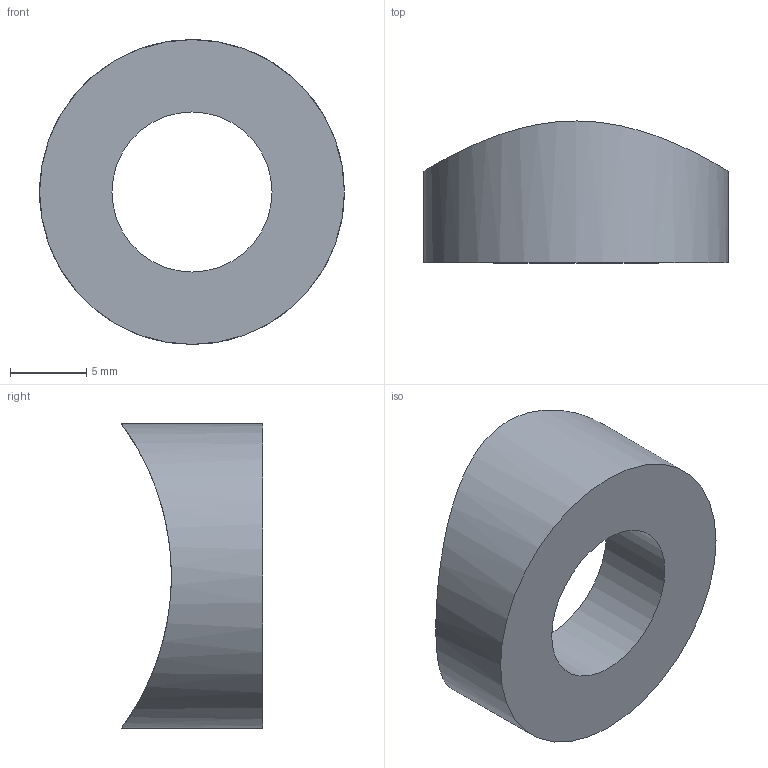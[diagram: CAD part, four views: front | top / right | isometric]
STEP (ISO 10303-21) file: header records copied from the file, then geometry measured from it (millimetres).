
FILE_DESCRIPTION(/* description */ (''),/* implementation_level */ '2;1');
FILE_NAME(/* name */ '41700.ipt.step',/* time_stamp */ '2022-07-18T12:53:39+02:00',/* author */ ('Abt. Technik'),/* organization */ (''),/* preprocessor_version */ 'ST-DEVELOPER v18.1',/* originating_system */ 'Autodesk Inventor 2022',/* authorisation */ '');
FILE_SCHEMA (('AUTOMOTIVE_DESIGN { 1 0 10303 214 3 1 1 }'));
Length unit declared in the file: millimetre
Products named in the file (1): 41700
Bounding box: 20 x 9.29 x 20 mm (x, y, z)
Volume: 1409.3 mm3; surface area: 1210.3 mm2
Topology: 1 solids, 1 shells, 6 faces, 10 edges, 7 vertices
Faces by surface type: cylinder 3, plane 2, bspline 1
Full cylindrical faces by diameter (mm): 10.5 x1, 20 x1
Entity records: 1298 total; most frequent: CARTESIAN_POINT 1141, DIRECTION 21, ORIENTED_EDGE 20, EDGE_CURVE 10, EDGE_LOOP 9, AXIS2_PLACEMENT_3D 9, VERTEX_POINT 7, FACE_OUTER_BOUND 6
